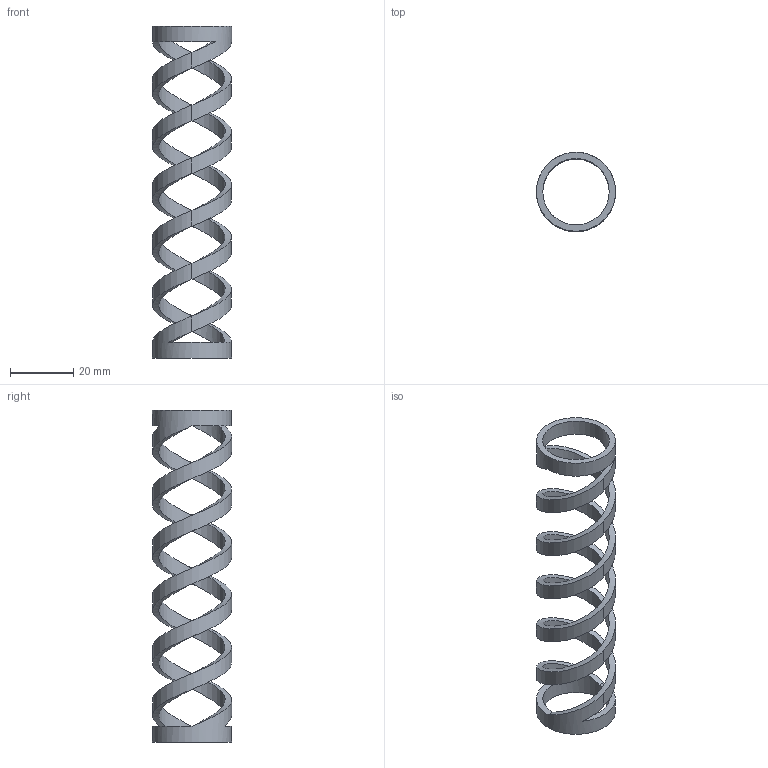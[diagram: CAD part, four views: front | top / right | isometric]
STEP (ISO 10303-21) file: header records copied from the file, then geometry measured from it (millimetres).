
FILE_DESCRIPTION(('STEP AP242'), '1');
FILE_NAME('itemTubeBraid', '', ('UNSPECIFIED'), ('UNSPECIFIED'), 'C3D Converter', 'C3D Toolkit', '');
FILE_SCHEMA(('AP242_MANAGED_MODEL_BASED_3D_ENGINEERING_MIM_LF { 1 0 10303 442 1 1 4 }'));
Length unit declared in the file: millimetre
Bounding box: 25 x 25 x 105 mm (x, y, z)
Volume: 5563.8 mm3; surface area: 7869.7 mm2
Topology: 1 solids, 1 shells, 22 faces, 74 edges, 52 vertices
Faces by surface type: cylinder 12, plane 6, bspline 4
Full cylindrical faces by diameter (mm): 21 x6, 25 x6
Entity records: 3863 total; most frequent: CARTESIAN_POINT 3243, ORIENTED_EDGE 136, DIRECTION 90, EDGE_CURVE 68, VERTEX_POINT 48, AXIS2_PLACEMENT_3D 35, B_SPLINE_CURVE_WITH_KNOTS 34, EDGE_LOOP 28
